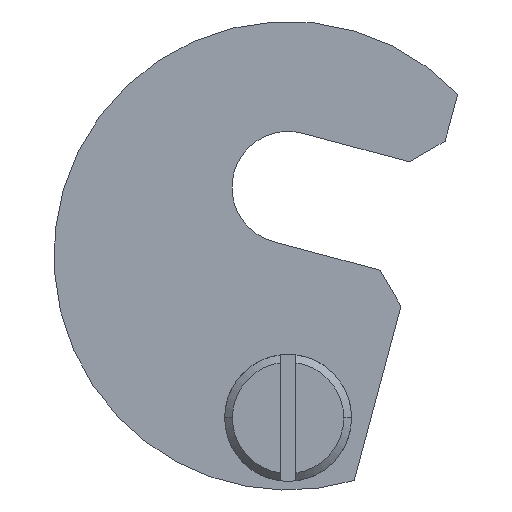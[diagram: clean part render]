
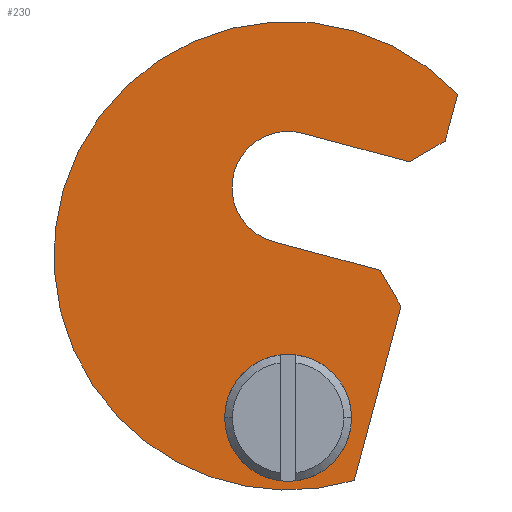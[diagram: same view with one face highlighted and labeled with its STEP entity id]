
A CAD part, front view. The second image highlights one B-rep face of the part: STEP entity #230.
In plain terms, the highlighted planar face has unit normal (0, -1, 0).
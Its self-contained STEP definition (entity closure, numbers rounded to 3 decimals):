
#206=VERTEX_POINT('',#566);
#210=EDGE_CURVE('',#228,#206,#570,.T.);
#214=EDGE_CURVE('',#272,#228,#574,.T.);
#216=EDGE_CURVE('',#206,#486,#576,.T.);
#228=VERTEX_POINT('',#589);
#230=ADVANCED_FACE('',(#591,#592),#593,.T.);
#254=EDGE_CURVE('',#442,#302,#617,.T.);
#266=EDGE_CURVE('',#308,#272,#630,.T.);
#272=VERTEX_POINT('',#636);
#298=EDGE_CURVE('',#344,#308,#666,.T.);
#302=VERTEX_POINT('',#670);
#308=VERTEX_POINT('',#676);
#334=EDGE_CURVE('',#370,#344,#705,.T.);
#344=VERTEX_POINT('',#719);
#364=EDGE_CURVE('',#404,#370,#739,.T.);
#370=VERTEX_POINT('',#745);
#392=EDGE_CURVE('',#446,#404,#769,.T.);
#404=VERTEX_POINT('',#782);
#412=EDGE_CURVE('',#302,#442,#790,.T.);
#434=EDGE_CURVE('',#486,#446,#815,.T.);
#442=VERTEX_POINT('',#823);
#446=VERTEX_POINT('',#827);
#486=VERTEX_POINT('',#873);
#566=CARTESIAN_POINT('',(-17.377,-9.8,0.046));
#570=CIRCLE('',#966,24.0);
#574=LINE('',#971,#972);
#576=CIRCLE('',#975,24.0);
#589=CARTESIAN_POINT('',(17.377,-9.8,33.154));
#591=FACE_BOUND('',#994,.T.);
#592=FACE_OUTER_BOUND('',#995,.T.);
#593=PLANE('',#996);
#617=CIRCLE('',#1029,6.5);
#630=LINE('',#1050,#1051);
#636=CARTESIAN_POINT('',(16.089,-9.8,28.348));
#666=LINE('',#1097,#1098);
#670=CARTESIAN_POINT('',(6.5,-9.8,0.));
#676=CARTESIAN_POINT('',(12.415,-9.8,26.226));
#705=CIRCLE('',#1160,5.75);
#719=CARTESIAN_POINT('',(1.488,-9.8,29.154));
#739=LINE('',#1201,#1202);
#745=CARTESIAN_POINT('',(-1.488,-9.8,18.046));
#769=LINE('',#1242,#1243);
#782=CARTESIAN_POINT('',(9.438,-9.8,15.118));
#790=CIRCLE('',#1282,6.5);
#815=LINE('',#1315,#1316);
#823=CARTESIAN_POINT('',(-6.5,-9.8,0.));
#827=CARTESIAN_POINT('',(11.559,-9.8,11.444));
#873=CARTESIAN_POINT('',(6.771,-9.8,-6.425));
#966=AXIS2_PLACEMENT_3D('',#1501,#1502,#1503);
#971=CARTESIAN_POINT('',(16.089,-9.8,28.348));
#972=VECTOR('',#1504,1.0);
#975=AXIS2_PLACEMENT_3D('',#1505,#1506,#1507);
#994=EDGE_LOOP('',(#1524,#1525));
#995=EDGE_LOOP('',(#1526,#1527,#1528,#1529,#1530,#1531,#1532,#1533,#1534));
#996=AXIS2_PLACEMENT_3D('',#1535,#1536,#1537);
#1029=AXIS2_PLACEMENT_3D('',#1557,#1558,#1559);
#1050=CARTESIAN_POINT('',(12.415,-9.8,26.226));
#1051=VECTOR('',#1574,1.0);
#1097=CARTESIAN_POINT('',(1.488,-9.8,29.154));
#1098=VECTOR('',#1614,1.0);
#1160=AXIS2_PLACEMENT_3D('',#1645,#1646,#1647);
#1201=CARTESIAN_POINT('',(9.438,-9.8,15.118));
#1202=VECTOR('',#1691,1.0);
#1242=CARTESIAN_POINT('',(11.559,-9.8,11.444));
#1243=VECTOR('',#1720,1.0);
#1282=AXIS2_PLACEMENT_3D('',#1734,#1735,#1736);
#1315=CARTESIAN_POINT('',(6.771,-9.8,-6.425));
#1316=VECTOR('',#1759,1.0);
#1501=CARTESIAN_POINT('',(0.0,-9.8,16.6));
#1502=DIRECTION('',(0.0,-1.0,0.0));
#1503=DIRECTION('',(0.724,0.0,0.69));
#1504=DIRECTION('',(0.259,0.0,0.966));
#1505=CARTESIAN_POINT('',(0.0,-9.8,16.6));
#1506=DIRECTION('',(0.0,-1.0,0.0));
#1507=DIRECTION('',(0.724,0.0,0.69));
#1524=ORIENTED_EDGE('',*,*,#412,.T.);
#1525=ORIENTED_EDGE('',*,*,#254,.T.);
#1526=ORIENTED_EDGE('',*,*,#210,.T.);
#1527=ORIENTED_EDGE('',*,*,#216,.T.);
#1528=ORIENTED_EDGE('',*,*,#434,.T.);
#1529=ORIENTED_EDGE('',*,*,#392,.T.);
#1530=ORIENTED_EDGE('',*,*,#364,.T.);
#1531=ORIENTED_EDGE('',*,*,#334,.T.);
#1532=ORIENTED_EDGE('',*,*,#298,.T.);
#1533=ORIENTED_EDGE('',*,*,#266,.T.);
#1534=ORIENTED_EDGE('',*,*,#214,.T.);
#1535=CARTESIAN_POINT('',(-1.808,-9.8,18.356));
#1536=DIRECTION('',(0.0,-1.0,0.0));
#1537=DIRECTION('',(1.0,0.0,0.0));
#1557=CARTESIAN_POINT('',(0.,-9.8,0.));
#1558=DIRECTION('',(0.0,1.0,0.0));
#1559=DIRECTION('',(1.0,0.0,0.));
#1574=DIRECTION('',(0.866,0.0,0.5));
#1614=DIRECTION('',(0.966,0.0,-0.259));
#1645=CARTESIAN_POINT('',(0.0,-9.8,23.6));
#1646=DIRECTION('',(0.0,1.0,0.0));
#1647=DIRECTION('',(-0.259,0.0,-0.966));
#1691=DIRECTION('',(-0.966,0.0,0.259));
#1720=DIRECTION('',(-0.5,0.0,0.866));
#1734=CARTESIAN_POINT('',(0.,-9.8,0.));
#1735=DIRECTION('',(0.0,1.0,0.0));
#1736=DIRECTION('',(1.0,0.0,0.));
#1759=DIRECTION('',(0.259,0.0,0.966));
